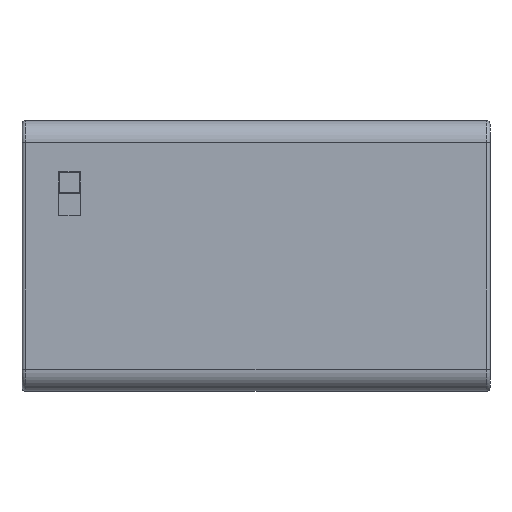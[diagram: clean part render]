
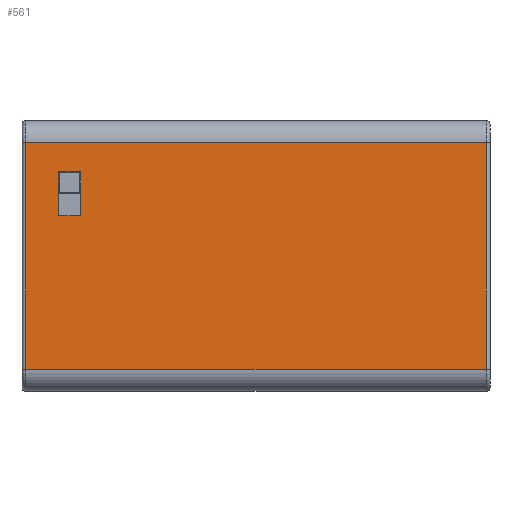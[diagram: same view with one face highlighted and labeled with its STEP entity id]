
A CAD part, top view. The second image highlights one B-rep face of the part: STEP entity #561.
In plain terms, the highlighted planar face has unit normal (0, 0, 1).
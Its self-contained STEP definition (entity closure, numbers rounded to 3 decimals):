
#68=FACE_BOUND('',#125,.T.);
#87=FACE_OUTER_BOUND('',#124,.T.);
#124=EDGE_LOOP('',(#443,#444,#445,#446));
#125=EDGE_LOOP('',(#447,#448,#449,#450));
#155=LINE('',#876,#203);
#159=LINE('',#884,#207);
#162=LINE('',#890,#210);
#165=LINE('',#895,#213);
#171=LINE('',#935,#219);
#175=LINE('',#948,#223);
#176=LINE('',#950,#224);
#177=LINE('',#951,#225);
#203=VECTOR('',#687,10.);
#207=VECTOR('',#693,10.);
#210=VECTOR('',#698,10.);
#213=VECTOR('',#703,10.);
#219=VECTOR('',#749,10.);
#223=VECTOR('',#765,10.);
#224=VECTOR('',#766,10.);
#225=VECTOR('',#767,10.);
#247=VERTEX_POINT('',#874);
#248=VERTEX_POINT('',#875);
#251=VERTEX_POINT('',#883);
#253=VERTEX_POINT('',#889);
#266=VERTEX_POINT('',#927);
#268=VERTEX_POINT('',#933);
#271=VERTEX_POINT('',#947);
#272=VERTEX_POINT('',#949);
#299=EDGE_CURVE('',#247,#248,#155,.T.);
#303=EDGE_CURVE('',#251,#247,#159,.T.);
#306=EDGE_CURVE('',#253,#251,#162,.T.);
#309=EDGE_CURVE('',#248,#253,#165,.T.);
#328=EDGE_CURVE('',#268,#266,#171,.T.);
#335=EDGE_CURVE('',#271,#268,#175,.T.);
#336=EDGE_CURVE('',#272,#271,#176,.T.);
#337=EDGE_CURVE('',#266,#272,#177,.T.);
#443=ORIENTED_EDGE('',*,*,#328,.F.);
#444=ORIENTED_EDGE('',*,*,#335,.F.);
#445=ORIENTED_EDGE('',*,*,#336,.F.);
#446=ORIENTED_EDGE('',*,*,#337,.F.);
#447=ORIENTED_EDGE('',*,*,#299,.T.);
#448=ORIENTED_EDGE('',*,*,#309,.T.);
#449=ORIENTED_EDGE('',*,*,#306,.T.);
#450=ORIENTED_EDGE('',*,*,#303,.T.);
#537=PLANE('',#627);
#561=ADVANCED_FACE('',(#87,#68),#537,.T.);
#627=AXIS2_PLACEMENT_3D('',#946,#763,#764);
#687=DIRECTION('',(-1.,0.,0.));
#693=DIRECTION('',(0.,-1.,0.));
#698=DIRECTION('',(1.,0.,0.));
#703=DIRECTION('',(0.,1.,0.));
#749=DIRECTION('',(0.,1.,0.));
#763=DIRECTION('center_axis',(0.,0.,1.));
#764=DIRECTION('ref_axis',(1.,0.,0.));
#765=DIRECTION('',(-1.,0.,0.));
#766=DIRECTION('',(0.,-1.,0.));
#767=DIRECTION('',(1.,0.,0.));
#874=CARTESIAN_POINT('',(8.,24.,16.));
#875=CARTESIAN_POINT('',(5.,24.,16.));
#876=CARTESIAN_POINT('',(20.,24.,16.));
#883=CARTESIAN_POINT('',(8.,30.,16.));
#884=CARTESIAN_POINT('',(8.,24.25,16.));
#889=CARTESIAN_POINT('',(5.,30.,16.));
#890=CARTESIAN_POINT('',(18.5,30.,16.));
#895=CARTESIAN_POINT('',(5.,21.25,16.));
#927=CARTESIAN_POINT('',(0.5,34.,16.));
#933=CARTESIAN_POINT('',(0.5,3.,16.));
#935=CARTESIAN_POINT('',(0.5,27.75,16.));
#946=CARTESIAN_POINT('Origin',(32.,18.5,16.));
#947=CARTESIAN_POINT('',(63.5,3.,16.));
#948=CARTESIAN_POINT('',(16.,3.,16.));
#949=CARTESIAN_POINT('',(63.5,34.,16.));
#950=CARTESIAN_POINT('',(63.5,9.25,16.));
#951=CARTESIAN_POINT('',(48.,34.,16.));
